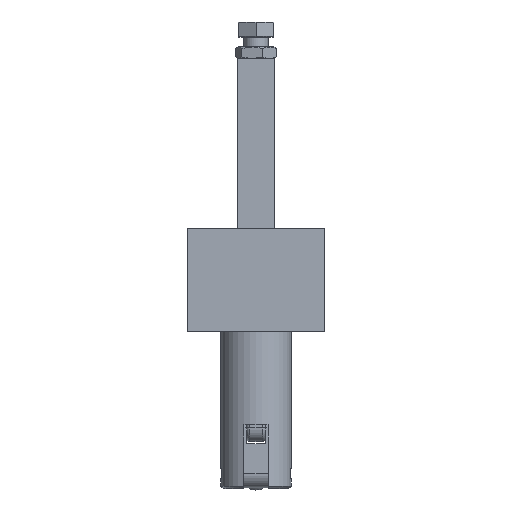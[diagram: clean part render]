
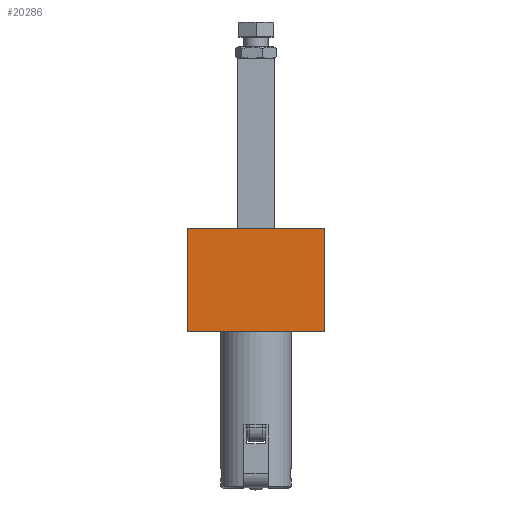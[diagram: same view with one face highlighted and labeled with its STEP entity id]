
A CAD part, front view. The second image highlights one B-rep face of the part: STEP entity #20286.
In plain terms, the highlighted planar face has unit normal (0, -1, 0).
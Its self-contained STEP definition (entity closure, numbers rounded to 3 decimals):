
#168 = EDGE_LOOP ( 'NONE', ( #6015, #6013, #6011, #6010 ) ) ;
#4811 = DIRECTION ( 'NONE',  ( 1., 0., 0. ) ) ;
#4815 = CARTESIAN_POINT ( 'NONE',  ( 0., -5.55, -34.15 ) ) ;
#4816 = CARTESIAN_POINT ( 'NONE',  ( 0., -5.55, 34.15 ) ) ;
#4820 = CARTESIAN_POINT ( 'NONE',  ( 45.25, -5.55, 34.15 ) ) ;
#4821 = DIRECTION ( 'NONE',  ( 1., 0., 0. ) ) ;
#4824 = CARTESIAN_POINT ( 'NONE',  ( -45.25, -5.55, 34.15 ) ) ;
#4825 = DIRECTION ( 'NONE',  ( 0., 0., -1. ) ) ;
#4829 = DIRECTION ( 'NONE',  ( 0., 0., -1. ) ) ;
#6010 = ORIENTED_EDGE ( 'NONE', *, *, #17760, .T. ) ;
#6011 = ORIENTED_EDGE ( 'NONE', *, *, #17757, .F. ) ;
#6013 = ORIENTED_EDGE ( 'NONE', *, *, #17762, .F. ) ;
#6015 = ORIENTED_EDGE ( 'NONE', *, *, #17758, .T. ) ;
#7141 = LINE ( 'NONE', #4816, #7149 ) ;
#7145 = LINE ( 'NONE', #4815, #7153 ) ;
#7149 = VECTOR ( 'NONE', #4811, 1000. ) ;
#7151 = LINE ( 'NONE', #4820, #7170 ) ;
#7153 = VECTOR ( 'NONE', #4821, 1000. ) ;
#7155 = LINE ( 'NONE', #4824, #7162 ) ;
#7162 = VECTOR ( 'NONE', #4825, 1000. ) ;
#7170 = VECTOR ( 'NONE', #4829, 1000. ) ;
#8446 = FACE_OUTER_BOUND ( 'NONE', #168, .T. ) ;
#9194 = AXIS2_PLACEMENT_3D ( 'NONE', #13143, #13163, #13165 ) ;
#12429 = VERTEX_POINT ( 'NONE', #23958 ) ;
#12436 = VERTEX_POINT ( 'NONE', #23965 ) ;
#12477 = VERTEX_POINT ( 'NONE', #24006 ) ;
#12488 = VERTEX_POINT ( 'NONE', #24017 ) ;
#13143 = CARTESIAN_POINT ( 'NONE',  ( 0., -5.55, 34.15 ) ) ;
#13159 = PLANE ( 'NONE',  #9194 ) ;
#13163 = DIRECTION ( 'NONE',  ( 0., 1., 0. ) ) ;
#13165 = DIRECTION ( 'NONE',  ( 0., 0., 1. ) ) ;
#17757 = EDGE_CURVE ( 'NONE', #12429, #12436, #7141, .T. ) ;
#17758 = EDGE_CURVE ( 'NONE', #12477, #12488, #7145, .T. ) ;
#17760 = EDGE_CURVE ( 'NONE', #12429, #12477, #7155, .T. ) ;
#17762 = EDGE_CURVE ( 'NONE', #12436, #12488, #7151, .T. ) ;
#20286 = ADVANCED_FACE ( 'NONE', ( #8446 ), #13159, .F. ) ;
#23958 = CARTESIAN_POINT ( 'NONE',  ( -45.25, -5.55, 34.15 ) ) ;
#23965 = CARTESIAN_POINT ( 'NONE',  ( 45.25, -5.55, 34.15 ) ) ;
#24006 = CARTESIAN_POINT ( 'NONE',  ( -45.25, -5.55, -34.15 ) ) ;
#24017 = CARTESIAN_POINT ( 'NONE',  ( 45.25, -5.55, -34.15 ) ) ;
